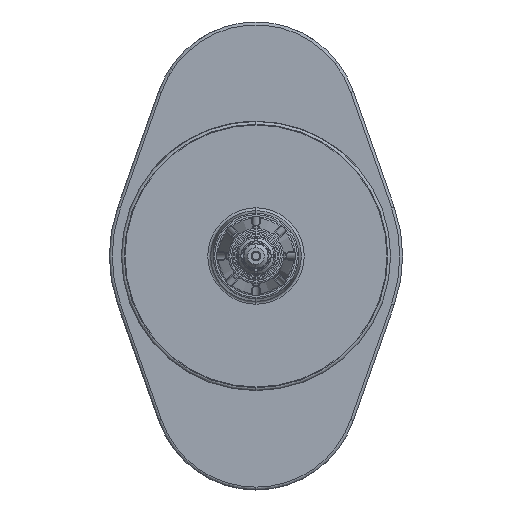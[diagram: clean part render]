
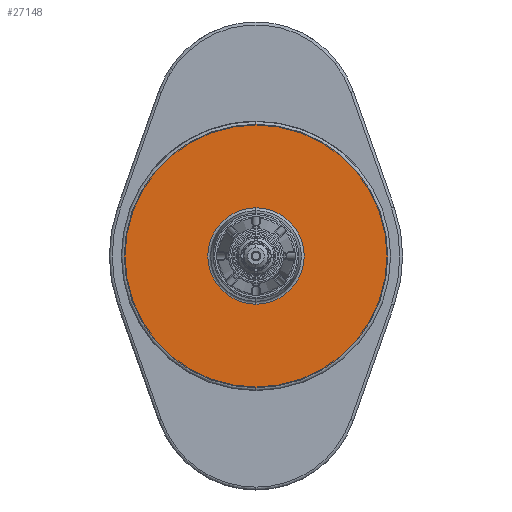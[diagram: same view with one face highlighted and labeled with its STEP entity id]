
A CAD part, left-side view. The second image highlights one B-rep face of the part: STEP entity #27148.
In plain terms, the highlighted face is planar.
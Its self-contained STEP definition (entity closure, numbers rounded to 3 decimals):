
#506 = CIRCLE ( 'NONE', #28409, 18.5 ) ;
#1902 = EDGE_CURVE ( 'NONE', #6753, #13415, #506, .T. ) ;
#2043 = EDGE_CURVE ( 'NONE', #13415, #6753, #15964, .T. ) ;
#2767 = EDGE_LOOP ( 'NONE', ( #15557, #12313 ) ) ;
#3472 = CARTESIAN_POINT ( 'NONE',  ( 0., 0., 0. ) ) ;
#3752 = AXIS2_PLACEMENT_3D ( 'NONE', #26988, #7447, #31850 ) ;
#5339 = DIRECTION ( 'NONE',  ( 1., 0., 0. ) ) ;
#5506 = EDGE_LOOP ( 'NONE', ( #31722, #11065 ) ) ;
#5717 = CARTESIAN_POINT ( 'NONE',  ( 0., 0., 0. ) ) ;
#5862 = FACE_OUTER_BOUND ( 'NONE', #5506, .T. ) ;
#6753 = VERTEX_POINT ( 'NONE', #7069 ) ;
#7069 = CARTESIAN_POINT ( 'NONE',  ( -18.5, 0., 0. ) ) ;
#7447 = DIRECTION ( 'NONE',  ( 0., 0., -1. ) ) ;
#8928 = AXIS2_PLACEMENT_3D ( 'NONE', #15979, #13519, #13727 ) ;
#9676 = AXIS2_PLACEMENT_3D ( 'NONE', #3472, #23199, #30702 ) ;
#9785 = CARTESIAN_POINT ( 'NONE',  ( 18.5, 0., 0. ) ) ;
#11065 = ORIENTED_EDGE ( 'NONE', *, *, #1902, .T. ) ;
#11903 = CIRCLE ( 'NONE', #8928, 6.767 ) ;
#12313 = ORIENTED_EDGE ( 'NONE', *, *, #22719, .T. ) ;
#13415 = VERTEX_POINT ( 'NONE', #9785 ) ;
#13519 = DIRECTION ( 'NONE',  ( 0., 0., -1. ) ) ;
#13727 = DIRECTION ( 'NONE',  ( 1., 0., 0. ) ) ;
#14624 = PLANE ( 'NONE',  #27186 ) ;
#14803 = CARTESIAN_POINT ( 'NONE',  ( 0., 0., 0. ) ) ;
#15369 = DIRECTION ( 'NONE',  ( 1., 0., 0. ) ) ;
#15557 = ORIENTED_EDGE ( 'NONE', *, *, #22171, .T. ) ;
#15964 = CIRCLE ( 'NONE', #9676, 18.5 ) ;
#15979 = CARTESIAN_POINT ( 'NONE',  ( 0., 0., 0. ) ) ;
#18521 = VERTEX_POINT ( 'NONE', #25579 ) ;
#18695 = CARTESIAN_POINT ( 'NONE',  ( 6.767, 0., 0. ) ) ;
#22145 = DIRECTION ( 'NONE',  ( 0., 0., 1. ) ) ;
#22171 = EDGE_CURVE ( 'NONE', #30194, #18521, #11903, .T. ) ;
#22503 = DIRECTION ( 'NONE',  ( 0., 0., 1. ) ) ;
#22719 = EDGE_CURVE ( 'NONE', #18521, #30194, #30364, .T. ) ;
#23199 = DIRECTION ( 'NONE',  ( 0., 0., 1. ) ) ;
#25579 = CARTESIAN_POINT ( 'NONE',  ( -6.767, 0., 0. ) ) ;
#26988 = CARTESIAN_POINT ( 'NONE',  ( 0., 0., 0. ) ) ;
#26995 = FACE_BOUND ( 'NONE', #2767, .T. ) ;
#27148 = ADVANCED_FACE ( 'NONE', ( #26995, #5862 ), #14624, .T. ) ;
#27186 = AXIS2_PLACEMENT_3D ( 'NONE', #5717, #22503, #15369 ) ;
#28409 = AXIS2_PLACEMENT_3D ( 'NONE', #14803, #22145, #5339 ) ;
#30194 = VERTEX_POINT ( 'NONE', #18695 ) ;
#30364 = CIRCLE ( 'NONE', #3752, 6.767 ) ;
#30702 = DIRECTION ( 'NONE',  ( 1., 0., 0. ) ) ;
#31722 = ORIENTED_EDGE ( 'NONE', *, *, #2043, .T. ) ;
#31850 = DIRECTION ( 'NONE',  ( 1., 0., 0. ) ) ;
